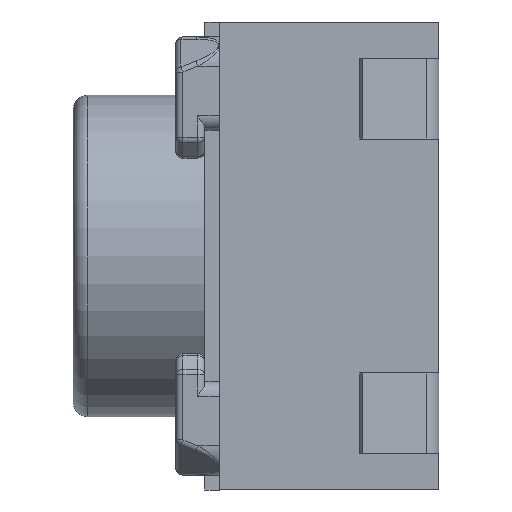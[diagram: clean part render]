
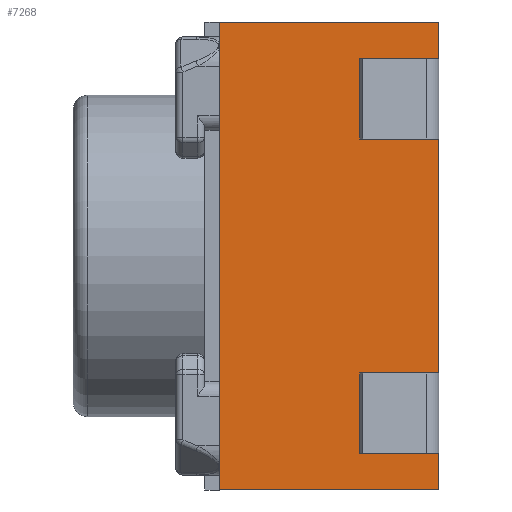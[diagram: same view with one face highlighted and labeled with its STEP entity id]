
A CAD part, left-side view. The second image highlights one B-rep face of the part: STEP entity #7268.
In plain terms, the highlighted planar face has unit normal (-1, 0, 0).
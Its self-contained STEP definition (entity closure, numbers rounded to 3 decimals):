
#270 = ORIENTED_EDGE ( 'NONE', *, *, #7211, .T. ) ;
#649 = EDGE_CURVE ( 'NONE', #8931, #8158, #1158, .T. ) ;
#671 = DIRECTION ( 'NONE',  ( 0., -1., 0. ) ) ;
#692 = ORIENTED_EDGE ( 'NONE', *, *, #5116, .F. ) ;
#1158 = LINE ( 'NONE', #6374, #7427 ) ;
#1265 = ORIENTED_EDGE ( 'NONE', *, *, #649, .T. ) ;
#1278 = CARTESIAN_POINT ( 'NONE',  ( -2.1, 0.1, 1.6 ) ) ;
#1329 = VECTOR ( 'NONE', #7321, 1000. ) ;
#1340 = EDGE_CURVE ( 'NONE', #9197, #3569, #4858, .T. ) ;
#1666 = ORIENTED_EDGE ( 'NONE', *, *, #6326, .T. ) ;
#1775 = CARTESIAN_POINT ( 'NONE',  ( -2.1, 1.5, 1.6 ) ) ;
#1814 = VERTEX_POINT ( 'NONE', #6523 ) ;
#1819 = CARTESIAN_POINT ( 'NONE',  ( -2.1, 1.5, -1.6 ) ) ;
#1844 = LINE ( 'NONE', #4794, #2031 ) ;
#1868 = DIRECTION ( 'NONE',  ( 0., 0., -1. ) ) ;
#1872 = ORIENTED_EDGE ( 'NONE', *, *, #1340, .T. ) ;
#1998 = EDGE_CURVE ( 'NONE', #3570, #1814, #4175, .T. ) ;
#2031 = VECTOR ( 'NONE', #3499, 1000. ) ;
#2108 = VERTEX_POINT ( 'NONE', #3881 ) ;
#2134 = ORIENTED_EDGE ( 'NONE', *, *, #7571, .F. ) ;
#2151 = CARTESIAN_POINT ( 'NONE',  ( -2.1, 0., -1.35 ) ) ;
#2177 = CARTESIAN_POINT ( 'NONE',  ( -2.1, 1.5, 1.6 ) ) ;
#2256 = VECTOR ( 'NONE', #5104, 1000. ) ;
#2520 = CARTESIAN_POINT ( 'NONE',  ( -2.1, 0., 0.8 ) ) ;
#2561 = EDGE_CURVE ( 'NONE', #9197, #6235, #7878, .T. ) ;
#2653 = EDGE_CURVE ( 'NONE', #5183, #8931, #5019, .T. ) ;
#2779 = AXIS2_PLACEMENT_3D ( 'NONE', #7222, #5810, #8559 ) ;
#2983 = LINE ( 'NONE', #3331, #9006 ) ;
#3164 = DIRECTION ( 'NONE',  ( 0., -1., 0. ) ) ;
#3286 = DIRECTION ( 'NONE',  ( 0., 0., 1. ) ) ;
#3299 = EDGE_CURVE ( 'NONE', #1814, #3407, #8628, .T. ) ;
#3331 = CARTESIAN_POINT ( 'NONE',  ( -2.1, 0., 1.6 ) ) ;
#3407 = VERTEX_POINT ( 'NONE', #2520 ) ;
#3467 = LINE ( 'NONE', #6686, #6542 ) ;
#3479 = CARTESIAN_POINT ( 'NONE',  ( -2.1, 0., 1.6 ) ) ;
#3499 = DIRECTION ( 'NONE',  ( 0., -1., 0. ) ) ;
#3569 = VERTEX_POINT ( 'NONE', #4535 ) ;
#3570 = VERTEX_POINT ( 'NONE', #5240 ) ;
#3614 = EDGE_CURVE ( 'NONE', #2108, #6168, #2983, .T. ) ;
#3698 = CARTESIAN_POINT ( 'NONE',  ( -2.1, 0., 1.6 ) ) ;
#3881 = CARTESIAN_POINT ( 'NONE',  ( -2.1, 0., 1.35 ) ) ;
#3932 = DIRECTION ( 'NONE',  ( 0., -1., 0. ) ) ;
#4013 = CARTESIAN_POINT ( 'NONE',  ( -2.1, 6.88, -1.6 ) ) ;
#4114 = DIRECTION ( 'NONE',  ( 0., 0., 1. ) ) ;
#4139 = DIRECTION ( 'NONE',  ( 0., 0., 1. ) ) ;
#4159 = ORIENTED_EDGE ( 'NONE', *, *, #6793, .T. ) ;
#4175 = LINE ( 'NONE', #1278, #4460 ) ;
#4337 = LINE ( 'NONE', #3698, #1329 ) ;
#4391 = CARTESIAN_POINT ( 'NONE',  ( -2.1, 6.88, 1.6 ) ) ;
#4460 = VECTOR ( 'NONE', #1868, 1000. ) ;
#4535 = CARTESIAN_POINT ( 'NONE',  ( -2.1, 0., -1.6 ) ) ;
#4669 = ORIENTED_EDGE ( 'NONE', *, *, #1998, .F. ) ;
#4731 = VECTOR ( 'NONE', #8499, 1000. ) ;
#4772 = LINE ( 'NONE', #3479, #4731 ) ;
#4794 = CARTESIAN_POINT ( 'NONE',  ( -2.1, 6.88, -1.35 ) ) ;
#4858 = LINE ( 'NONE', #4013, #7889 ) ;
#4882 = ORIENTED_EDGE ( 'NONE', *, *, #3299, .F. ) ;
#4948 = VECTOR ( 'NONE', #3286, 1000. ) ;
#4969 = ORIENTED_EDGE ( 'NONE', *, *, #2561, .F. ) ;
#5019 = LINE ( 'NONE', #5602, #5114 ) ;
#5104 = DIRECTION ( 'NONE',  ( 0., -1., 0. ) ) ;
#5114 = VECTOR ( 'NONE', #4139, 1000. ) ;
#5116 = EDGE_CURVE ( 'NONE', #6235, #6168, #5542, .T. ) ;
#5183 = VERTEX_POINT ( 'NONE', #7708 ) ;
#5240 = CARTESIAN_POINT ( 'NONE',  ( -2.1, 0.1, 1.35 ) ) ;
#5515 = VECTOR ( 'NONE', #671, 1000. ) ;
#5542 = LINE ( 'NONE', #4391, #2256 ) ;
#5559 = CARTESIAN_POINT ( 'NONE',  ( -2.1, 0.1, -0.8 ) ) ;
#5602 = CARTESIAN_POINT ( 'NONE',  ( -2.1, 0.1, -1.6 ) ) ;
#5810 = DIRECTION ( 'NONE',  ( 1., 0., 0. ) ) ;
#6133 = CARTESIAN_POINT ( 'NONE',  ( -2.1, 0., -0.8 ) ) ;
#6168 = VERTEX_POINT ( 'NONE', #6856 ) ;
#6235 = VERTEX_POINT ( 'NONE', #2177 ) ;
#6326 = EDGE_CURVE ( 'NONE', #3570, #2108, #3467, .T. ) ;
#6331 = ORIENTED_EDGE ( 'NONE', *, *, #2653, .T. ) ;
#6374 = CARTESIAN_POINT ( 'NONE',  ( -2.1, 6.88, -0.8 ) ) ;
#6405 = CARTESIAN_POINT ( 'NONE',  ( -2.1, 6.88, 0.8 ) ) ;
#6448 = PLANE ( 'NONE',  #2779 ) ;
#6523 = CARTESIAN_POINT ( 'NONE',  ( -2.1, 0.1, 0.8 ) ) ;
#6542 = VECTOR ( 'NONE', #3164, 1000. ) ;
#6686 = CARTESIAN_POINT ( 'NONE',  ( -2.1, 6.88, 1.35 ) ) ;
#6793 = EDGE_CURVE ( 'NONE', #8158, #3407, #4337, .T. ) ;
#6856 = CARTESIAN_POINT ( 'NONE',  ( -2.1, 0., 1.6 ) ) ;
#7211 = EDGE_CURVE ( 'NONE', #3569, #9089, #4772, .T. ) ;
#7222 = CARTESIAN_POINT ( 'NONE',  ( -2.1, 6.88, 1.6 ) ) ;
#7268 = ADVANCED_FACE ( 'NONE', ( #7780 ), #6448, .F. ) ;
#7321 = DIRECTION ( 'NONE',  ( 0., 0., 1. ) ) ;
#7336 = EDGE_LOOP ( 'NONE', ( #1265, #4159, #4882, #4669, #1666, #7679, #692, #4969, #1872, #270, #2134, #6331 ) ) ;
#7427 = VECTOR ( 'NONE', #7661, 1000. ) ;
#7571 = EDGE_CURVE ( 'NONE', #5183, #9089, #1844, .T. ) ;
#7661 = DIRECTION ( 'NONE',  ( 0., -1., 0. ) ) ;
#7679 = ORIENTED_EDGE ( 'NONE', *, *, #3614, .T. ) ;
#7708 = CARTESIAN_POINT ( 'NONE',  ( -2.1, 0.1, -1.35 ) ) ;
#7780 = FACE_OUTER_BOUND ( 'NONE', #7336, .T. ) ;
#7878 = LINE ( 'NONE', #1775, #4948 ) ;
#7889 = VECTOR ( 'NONE', #3932, 1000. ) ;
#8158 = VERTEX_POINT ( 'NONE', #6133 ) ;
#8499 = DIRECTION ( 'NONE',  ( 0., 0., 1. ) ) ;
#8559 = DIRECTION ( 'NONE',  ( 0., 0., -1. ) ) ;
#8628 = LINE ( 'NONE', #6405, #5515 ) ;
#8931 = VERTEX_POINT ( 'NONE', #5559 ) ;
#9006 = VECTOR ( 'NONE', #4114, 1000. ) ;
#9089 = VERTEX_POINT ( 'NONE', #2151 ) ;
#9197 = VERTEX_POINT ( 'NONE', #1819 ) ;
